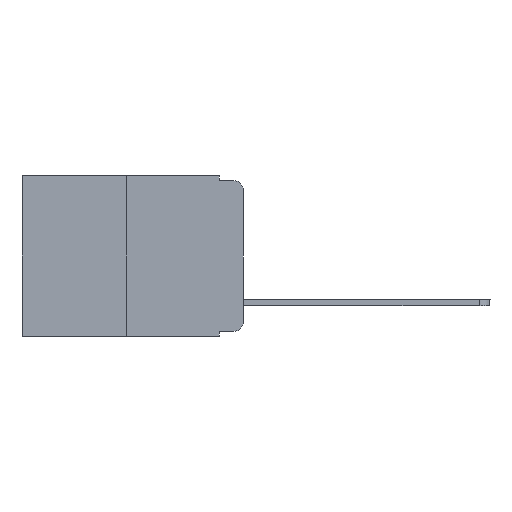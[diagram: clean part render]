
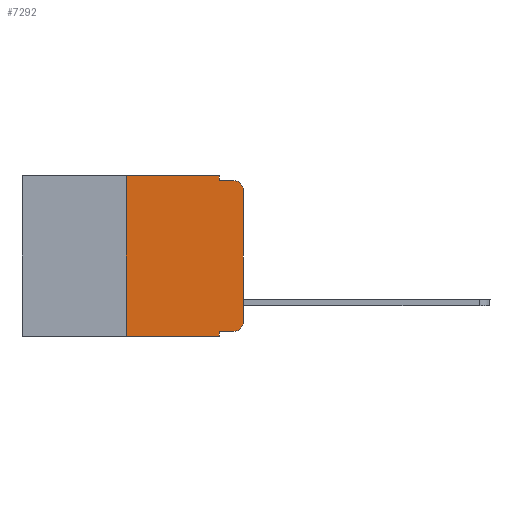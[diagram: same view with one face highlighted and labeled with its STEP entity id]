
A CAD part, left-side view. The second image highlights one B-rep face of the part: STEP entity #7292.
In plain terms, the highlighted planar face has unit normal (-1, 0, 0).
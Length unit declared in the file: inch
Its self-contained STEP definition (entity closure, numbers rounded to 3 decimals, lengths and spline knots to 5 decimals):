
#77 = VECTOR ( 'NONE', #9079, 39.37008 ) ;
#134 = ORIENTED_EDGE ( 'NONE', *, *, #1337, .F. ) ;
#678 = CARTESIAN_POINT ( 'NONE',  ( 0., 0.051, -0.333 ) ) ;
#694 = DIRECTION ( 'NONE',  ( 0., 0., -1. ) ) ;
#964 = ORIENTED_EDGE ( 'NONE', *, *, #3098, .F. ) ;
#981 = VECTOR ( 'NONE', #3429, 39.37008 ) ;
#986 = ORIENTED_EDGE ( 'NONE', *, *, #10284, .T. ) ;
#1337 = EDGE_CURVE ( 'NONE', #2758, #10107, #4746, .T. ) ;
#1506 = EDGE_CURVE ( 'NONE', #11013, #8282, #5040, .T. ) ;
#1666 = DIRECTION ( 'NONE',  ( 1., 0., 0. ) ) ;
#1756 = VECTOR ( 'NONE', #6283, 39.37008 ) ;
#1797 = EDGE_CURVE ( 'NONE', #6661, #6732, #2714, .T. ) ;
#1823 = CARTESIAN_POINT ( 'NONE',  ( 0., 0.02, -0.313 ) ) ;
#1916 = ORIENTED_EDGE ( 'NONE', *, *, #1797, .F. ) ;
#1954 = CARTESIAN_POINT ( 'NONE',  ( 0., 0., 0. ) ) ;
#2085 = CARTESIAN_POINT ( 'NONE',  ( 0., 0.051, 0. ) ) ;
#2112 = CARTESIAN_POINT ( 'NONE',  ( 0., 0., -0.03 ) ) ;
#2256 = CARTESIAN_POINT ( 'NONE',  ( 0., 0.02, -0.333 ) ) ;
#2308 = AXIS2_PLACEMENT_3D ( 'NONE', #1823, #5824, #12864 ) ;
#2313 = ORIENTED_EDGE ( 'NONE', *, *, #2994, .T. ) ;
#2350 = ORIENTED_EDGE ( 'NONE', *, *, #3775, .F. ) ;
#2587 = DIRECTION ( 'NONE',  ( 0., -1., 0. ) ) ;
#2714 = LINE ( 'NONE', #7204, #981 ) ;
#2758 = VERTEX_POINT ( 'NONE', #9680 ) ;
#2994 = EDGE_CURVE ( 'NONE', #5259, #5994, #3296, .T. ) ;
#3098 = EDGE_CURVE ( 'NONE', #7032, #8282, #8905, .T. ) ;
#3296 = CIRCLE ( 'NONE', #2308, 0.02 ) ;
#3348 = VECTOR ( 'NONE', #2587, 39.37008 ) ;
#3370 = CARTESIAN_POINT ( 'NONE',  ( 0., 0.25, 0. ) ) ;
#3374 = EDGE_CURVE ( 'NONE', #6693, #6732, #3745, .T. ) ;
#3429 = DIRECTION ( 'NONE',  ( 0., -1., 0. ) ) ;
#3626 = CARTESIAN_POINT ( 'NONE',  ( 0., 0.051, -0.01 ) ) ;
#3745 = CIRCLE ( 'NONE', #4720, 0.02 ) ;
#3775 = EDGE_CURVE ( 'NONE', #11013, #2758, #5948, .T. ) ;
#4513 = DIRECTION ( 'NONE',  ( -1., 0., 0. ) ) ;
#4720 = AXIS2_PLACEMENT_3D ( 'NONE', #11415, #4513, #8552 ) ;
#4746 = LINE ( 'NONE', #6019, #77 ) ;
#4995 = VECTOR ( 'NONE', #8188, 39.37008 ) ;
#5040 = LINE ( 'NONE', #5503, #3348 ) ;
#5259 = VERTEX_POINT ( 'NONE', #2256 ) ;
#5327 = AXIS2_PLACEMENT_3D ( 'NONE', #10619, #1666, #694 ) ;
#5503 = CARTESIAN_POINT ( 'NONE',  ( 0., 0.473, -0.343 ) ) ;
#5728 = ORIENTED_EDGE ( 'NONE', *, *, #1506, .T. ) ;
#5819 = DIRECTION ( 'NONE',  ( 0., -1., 0. ) ) ;
#5824 = DIRECTION ( 'NONE',  ( -1., 0., 0. ) ) ;
#5948 = LINE ( 'NONE', #3370, #4995 ) ;
#5994 = VERTEX_POINT ( 'NONE', #8214 ) ;
#6019 = CARTESIAN_POINT ( 'NONE',  ( 0., 0.473, 0. ) ) ;
#6254 = VECTOR ( 'NONE', #12135, 39.37008 ) ;
#6283 = DIRECTION ( 'NONE',  ( 0., 0., -1. ) ) ;
#6328 = CARTESIAN_POINT ( 'NONE',  ( 0., 0.051, 0. ) ) ;
#6349 = PLANE ( 'NONE',  #5327 ) ;
#6387 = EDGE_CURVE ( 'NONE', #7032, #5259, #9630, .T. ) ;
#6661 = VERTEX_POINT ( 'NONE', #3626 ) ;
#6693 = VERTEX_POINT ( 'NONE', #2112 ) ;
#6732 = VERTEX_POINT ( 'NONE', #7023 ) ;
#6814 = CARTESIAN_POINT ( 'NONE',  ( 0., 0.051, 0. ) ) ;
#6905 = EDGE_CURVE ( 'NONE', #10107, #6661, #10821, .T. ) ;
#7023 = CARTESIAN_POINT ( 'NONE',  ( 0., 0.02, -0.01 ) ) ;
#7032 = VERTEX_POINT ( 'NONE', #678 ) ;
#7204 = CARTESIAN_POINT ( 'NONE',  ( 0., 0.051, -0.01 ) ) ;
#7292 = ADVANCED_FACE ( 'NONE', ( #10176 ), #6349, .F. ) ;
#7499 = CARTESIAN_POINT ( 'NONE',  ( 0., 0.25, -0.343 ) ) ;
#7573 = VECTOR ( 'NONE', #5819, 39.37008 ) ;
#7665 = CARTESIAN_POINT ( 'NONE',  ( 0., 0.051, -0.343 ) ) ;
#8188 = DIRECTION ( 'NONE',  ( 0., 0., 1. ) ) ;
#8214 = CARTESIAN_POINT ( 'NONE',  ( 0., 0., -0.313 ) ) ;
#8282 = VERTEX_POINT ( 'NONE', #7665 ) ;
#8535 = ORIENTED_EDGE ( 'NONE', *, *, #6387, .T. ) ;
#8552 = DIRECTION ( 'NONE',  ( 0., 0., -1. ) ) ;
#8905 = LINE ( 'NONE', #2085, #6254 ) ;
#9079 = DIRECTION ( 'NONE',  ( 0., -1., 0. ) ) ;
#9630 = LINE ( 'NONE', #11875, #7573 ) ;
#9680 = CARTESIAN_POINT ( 'NONE',  ( 0., 0.25, 0. ) ) ;
#10107 = VERTEX_POINT ( 'NONE', #6814 ) ;
#10176 = FACE_OUTER_BOUND ( 'NONE', #10641, .T. ) ;
#10284 = EDGE_CURVE ( 'NONE', #5994, #6693, #10818, .T. ) ;
#10619 = CARTESIAN_POINT ( 'NONE',  ( 0., 0.473, 0. ) ) ;
#10641 = EDGE_LOOP ( 'NONE', ( #986, #11788, #1916, #11040, #134, #2350, #5728, #964, #8535, #2313 ) ) ;
#10818 = LINE ( 'NONE', #1954, #11438 ) ;
#10821 = LINE ( 'NONE', #6328, #1756 ) ;
#11013 = VERTEX_POINT ( 'NONE', #7499 ) ;
#11040 = ORIENTED_EDGE ( 'NONE', *, *, #6905, .F. ) ;
#11415 = CARTESIAN_POINT ( 'NONE',  ( 0., 0.02, -0.03 ) ) ;
#11438 = VECTOR ( 'NONE', #12099, 39.37008 ) ;
#11788 = ORIENTED_EDGE ( 'NONE', *, *, #3374, .T. ) ;
#11875 = CARTESIAN_POINT ( 'NONE',  ( 0., 0.051, -0.333 ) ) ;
#12099 = DIRECTION ( 'NONE',  ( 0., 0., 1. ) ) ;
#12135 = DIRECTION ( 'NONE',  ( 0., 0., -1. ) ) ;
#12864 = DIRECTION ( 'NONE',  ( 0., 0., -1. ) ) ;
